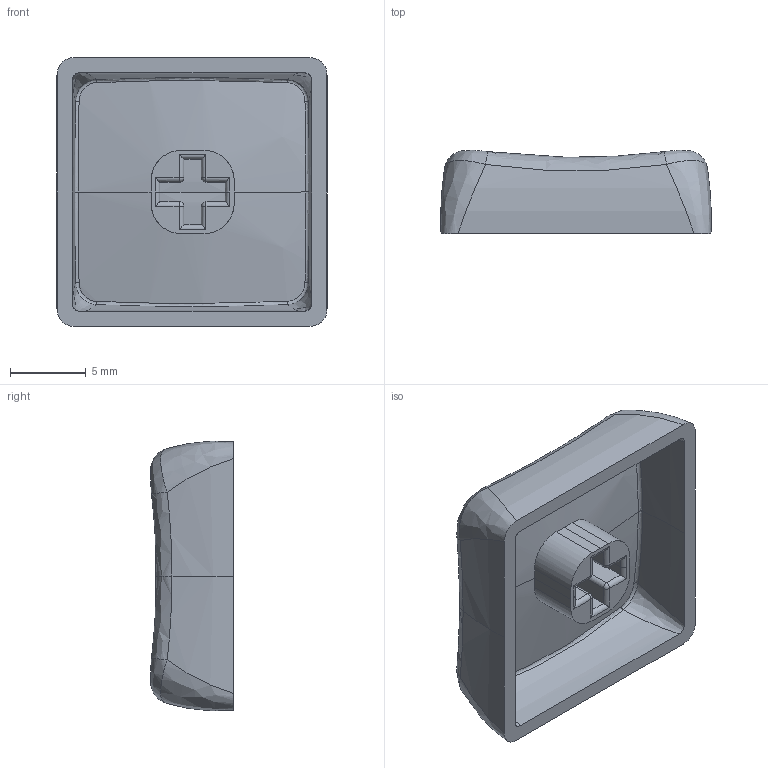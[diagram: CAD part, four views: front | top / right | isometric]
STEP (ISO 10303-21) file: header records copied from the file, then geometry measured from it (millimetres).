
FILE_DESCRIPTION(/* description */ (''),/* implementation_level */ '2;1');
FILE_NAME(/* name */ 'MX-homing-bump-center.step',/* time_stamp */ '2022-12-02T15:45:28+02:00',/* author */ (''),/* organization */ (''),/* preprocessor_version */ 'ST-DEVELOPER v19.2',/* originating_system */ 'Autodesk Translation Framework v11.17.0.187',/* authorisation */ '');
FILE_SCHEMA (('AUTOMOTIVE_DESIGN { 1 0 10303 214 3 1 1 }'));
Length unit declared in the file: millimetre
Products named in the file (1): MX-homing-bump-center
Bounding box: 17.89 x 5.48 x 17.83 mm (x, y, z)
Volume: 652.2 mm3; surface area: 1274.6 mm2
Topology: 1 solids, 1 shells, 98 faces, 232 edges, 138 vertices
Faces by surface type: bspline 35, cylinder 34, plane 24, sphere 5
Entity records: 4463 total; most frequent: CARTESIAN_POINT 2424, ORIENTED_EDGE 464, DIRECTION 338, EDGE_CURVE 232, VERTEX_POINT 138, AXIS2_PLACEMENT_3D 130, EDGE_LOOP 100, FACE_OUTER_BOUND 98
